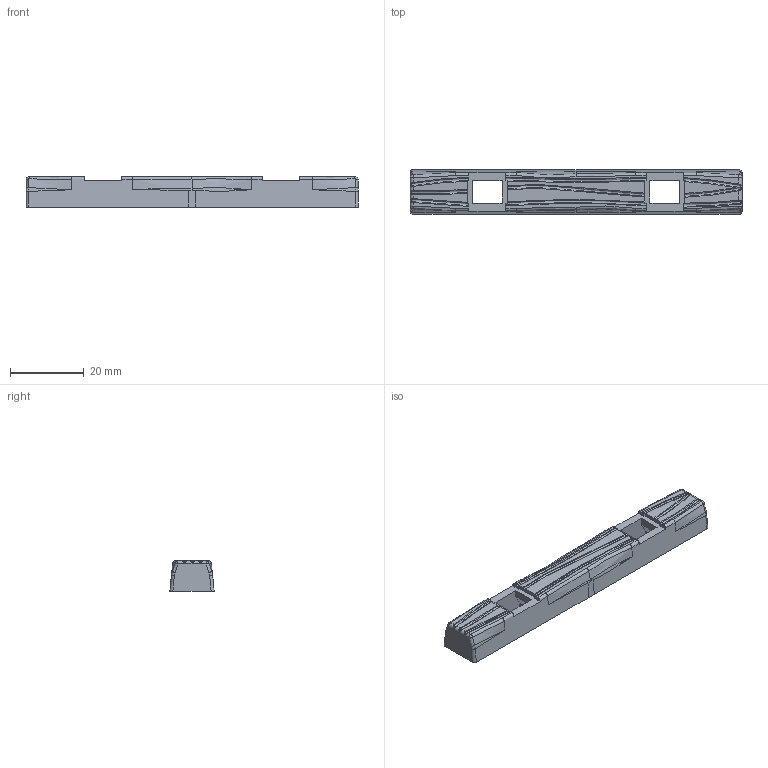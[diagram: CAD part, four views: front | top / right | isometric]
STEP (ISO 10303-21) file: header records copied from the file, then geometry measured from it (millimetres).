
FILE_DESCRIPTION(/* description */ (''),/* implementation_level */ '2;1');
FILE_NAME(/* name */ 'Sleeper - Solid.step',/* time_stamp */ '2023-01-15T17:14:28-08:00',/* author */ (''),/* organization */ (''),/* preprocessor_version */ 'ST-DEVELOPER v19.2',/* originating_system */ 'Autodesk Translation Framework v11.17.0.187',/* authorisation */ '');
FILE_SCHEMA (('AUTOMOTIVE_DESIGN { 1 0 10303 214 3 1 1 }'));
Length unit declared in the file: millimetre
Products named in the file (2): Custom Sleeper; Custom Sleeper - Fill In
Assembly tree (1 placements, depth 2):
  Custom Sleeper
    Custom Sleeper - Fill In
Bounding box: 89.8 x 12 x 8.2 mm (x, y, z)
Volume: 7032.9 mm3; surface area: 4254.4 mm2
Topology: 2 solids, 2 shells, 160 faces, 450 edges, 286 vertices
Faces by surface type: plane 74, bspline 72, cylinder 14
Entity records: 8677 total; most frequent: CARTESIAN_POINT 5086, ORIENTED_EDGE 884, DIRECTION 487, EDGE_CURVE 442, VERTEX_POINT 286, LINE 209, VECTOR 209, B_SPLINE_CURVE_WITH_KNOTS 185
